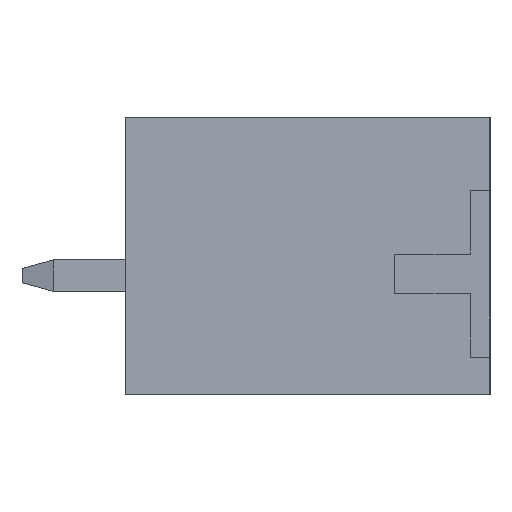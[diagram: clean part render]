
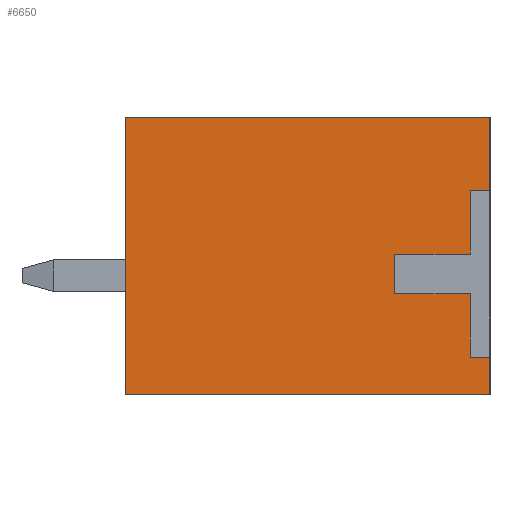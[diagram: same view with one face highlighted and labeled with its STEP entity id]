
A CAD part, left-side view. The second image highlights one B-rep face of the part: STEP entity #6650.
In plain terms, the highlighted planar face has unit normal (-1, 0, 0).
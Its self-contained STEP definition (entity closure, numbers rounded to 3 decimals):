
#194=ORIENTED_EDGE('',*,*,#2145,.F.);
#195=ORIENTED_EDGE('',*,*,#2146,.F.);
#196=ORIENTED_EDGE('',*,*,#2147,.F.);
#197=ORIENTED_EDGE('',*,*,#2148,.F.);
#198=ORIENTED_EDGE('',*,*,#2149,.F.);
#199=ORIENTED_EDGE('',*,*,#2150,.F.);
#200=ORIENTED_EDGE('',*,*,#2151,.F.);
#201=ORIENTED_EDGE('',*,*,#2152,.T.);
#202=ORIENTED_EDGE('',*,*,#2153,.F.);
#203=ORIENTED_EDGE('',*,*,#2154,.F.);
#204=ORIENTED_EDGE('',*,*,#2155,.T.);
#205=ORIENTED_EDGE('',*,*,#2156,.T.);
#2145=EDGE_CURVE('',#3120,#3121,#3777,.T.);
#2146=EDGE_CURVE('',#3122,#3120,#3778,.T.);
#2147=EDGE_CURVE('',#3123,#3122,#3779,.T.);
#2148=EDGE_CURVE('',#3124,#3123,#3780,.T.);
#2149=EDGE_CURVE('',#3125,#3124,#3781,.T.);
#2150=EDGE_CURVE('',#3126,#3125,#3782,.T.);
#2151=EDGE_CURVE('',#3127,#3126,#3783,.T.);
#2152=EDGE_CURVE('',#3127,#3128,#3784,.T.);
#2153=EDGE_CURVE('',#3129,#3128,#3785,.T.);
#2154=EDGE_CURVE('',#3130,#3129,#3786,.T.);
#2155=EDGE_CURVE('',#3130,#3131,#3787,.T.);
#2156=EDGE_CURVE('',#3131,#3121,#3788,.T.);
#3120=VERTEX_POINT('',#9248);
#3121=VERTEX_POINT('',#9249);
#3122=VERTEX_POINT('',#9251);
#3123=VERTEX_POINT('',#9253);
#3124=VERTEX_POINT('',#9255);
#3125=VERTEX_POINT('',#9257);
#3126=VERTEX_POINT('',#9259);
#3127=VERTEX_POINT('',#9261);
#3128=VERTEX_POINT('',#9263);
#3129=VERTEX_POINT('',#9265);
#3130=VERTEX_POINT('',#9267);
#3131=VERTEX_POINT('',#9269);
#3777=LINE('',#9247,#4681);
#3778=LINE('',#9250,#4682);
#3779=LINE('',#9252,#4683);
#3780=LINE('',#9254,#4684);
#3781=LINE('',#9256,#4685);
#3782=LINE('',#9258,#4686);
#3783=LINE('',#9260,#4687);
#3784=LINE('',#9262,#4688);
#3785=LINE('',#9264,#4689);
#3786=LINE('',#9266,#4690);
#3787=LINE('',#9268,#4691);
#3788=LINE('',#9270,#4692);
#4681=VECTOR('',#7481,1000.);
#4682=VECTOR('',#7482,1000.);
#4683=VECTOR('',#7483,1000.);
#4684=VECTOR('',#7484,1000.);
#4685=VECTOR('',#7485,1000.);
#4686=VECTOR('',#7486,1000.);
#4687=VECTOR('',#7487,1000.);
#4688=VECTOR('',#7488,1000.);
#4689=VECTOR('',#7489,1000.);
#4690=VECTOR('',#7490,1000.);
#4691=VECTOR('',#7491,1000.);
#4692=VECTOR('',#7492,1000.);
#5570=EDGE_LOOP('',(#194,#195,#196,#197,#198,#199,#200,#201,#202,#203,#204,
#205));
#5954=FACE_BOUND('',#5570,.T.);
#6338=PLANE('',#7019);
#6650=ADVANCED_FACE('',(#5954),#6338,.F.);
#7019=AXIS2_PLACEMENT_3D('',#9246,#7479,#7480);
#7479=DIRECTION('',(1.,0.,0.));
#7480=DIRECTION('',(0.,0.,-1.));
#7481=DIRECTION('',(0.,-1.,0.));
#7482=DIRECTION('',(0.,0.,-1.));
#7483=DIRECTION('',(0.,-1.,0.));
#7484=DIRECTION('',(0.,0.,-1.));
#7485=DIRECTION('',(0.,1.,0.));
#7486=DIRECTION('',(0.,0.,-1.));
#7487=DIRECTION('',(0.,1.,0.));
#7488=DIRECTION('',(0.,0.,1.));
#7489=DIRECTION('',(0.,-1.,0.));
#7490=DIRECTION('',(0.,0.,1.));
#7491=DIRECTION('',(0.,-1.,0.));
#7492=DIRECTION('',(0.,0.,1.));
#9246=CARTESIAN_POINT('',(-10.9,9.2,-3.5));
#9247=CARTESIAN_POINT('',(-10.9,0.5,-2.55));
#9248=CARTESIAN_POINT('',(-10.9,0.5,-2.55));
#9249=CARTESIAN_POINT('',(-10.9,0.,-2.55));
#9250=CARTESIAN_POINT('',(-10.9,0.5,-0.95));
#9251=CARTESIAN_POINT('',(-10.9,0.5,-0.95));
#9252=CARTESIAN_POINT('',(-10.9,2.4,-0.95));
#9253=CARTESIAN_POINT('',(-10.9,2.4,-0.95));
#9254=CARTESIAN_POINT('',(-10.9,2.4,0.05));
#9255=CARTESIAN_POINT('',(-10.9,2.4,0.05));
#9256=CARTESIAN_POINT('',(-10.9,0.5,0.05));
#9257=CARTESIAN_POINT('',(-10.9,0.5,0.05));
#9258=CARTESIAN_POINT('',(-10.9,0.5,1.65));
#9259=CARTESIAN_POINT('',(-10.9,0.5,1.65));
#9260=CARTESIAN_POINT('',(-10.9,0.,1.65));
#9261=CARTESIAN_POINT('',(-10.9,0.,1.65));
#9262=CARTESIAN_POINT('',(-10.9,0.,-3.5));
#9263=CARTESIAN_POINT('',(-10.9,0.,3.5));
#9264=CARTESIAN_POINT('',(-10.9,9.2,3.5));
#9265=CARTESIAN_POINT('',(-10.9,9.2,3.5));
#9266=CARTESIAN_POINT('',(-10.9,9.2,-3.5));
#9267=CARTESIAN_POINT('',(-10.9,9.2,-3.5));
#9268=CARTESIAN_POINT('',(-10.9,9.2,-3.5));
#9269=CARTESIAN_POINT('',(-10.9,0.,-3.5));
#9270=CARTESIAN_POINT('',(-10.9,0.,-3.5));
